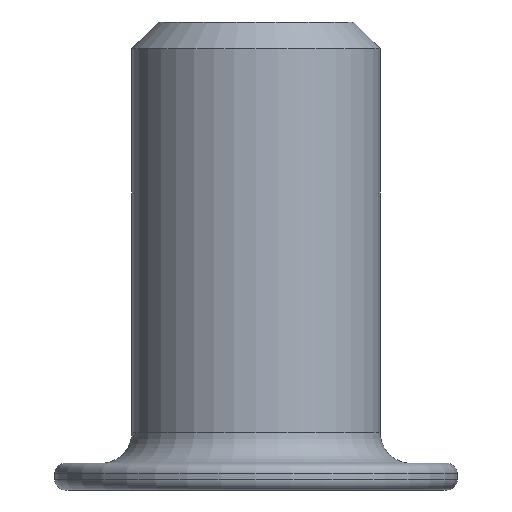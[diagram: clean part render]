
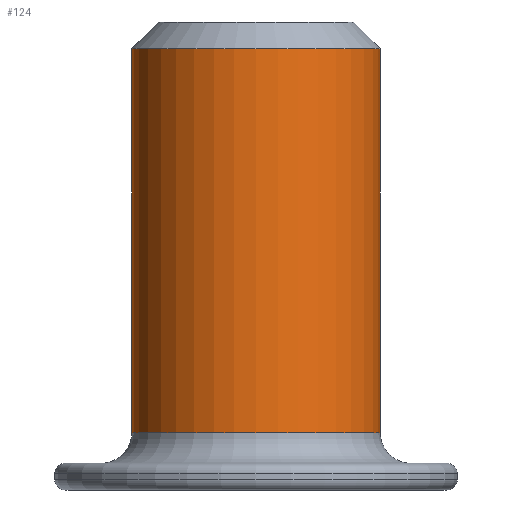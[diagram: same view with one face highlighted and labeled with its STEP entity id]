
A CAD part, front view. The second image highlights one B-rep face of the part: STEP entity #124.
In plain terms, the highlighted cylindrical face has radius 1.537 mm (diameter 3.073 mm), a full revolution.
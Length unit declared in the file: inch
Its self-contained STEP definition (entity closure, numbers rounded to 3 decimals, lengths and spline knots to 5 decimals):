
#18=CYLINDRICAL_SURFACE($,#139,0.0605);
#22=FACE_BOUND($,#44,.T.);
#33=FACE_OUTER_BOUND($,#43,.T.);
#43=EDGE_LOOP($,(#93));
#44=EDGE_LOOP($,(#94));
#62=CIRCLE($,#138,0.0605);
#63=CIRCLE($,#140,0.0605);
#72=VERTEX_POINT($,#202);
#73=VERTEX_POINT($,#205);
#82=EDGE_CURVE($,#72,#72,#62,.T.);
#83=EDGE_CURVE($,#73,#73,#63,.T.);
#93=ORIENTED_EDGE($,*,*,#82,.T.);
#94=ORIENTED_EDGE($,*,*,#83,.F.);
#124=ADVANCED_FACE($,(#33,#22),#18,.T.);
#138=AXIS2_PLACEMENT_3D($,#203,#162,#163);
#139=AXIS2_PLACEMENT_3D($,#204,#164,#165);
#140=AXIS2_PLACEMENT_3D($,#206,#166,#167);
#162=DIRECTION('center_axis',(0.,0.,-1.));
#163=DIRECTION('ref_axis',(1.,0.,0.));
#164=DIRECTION('center_axis',(0.,0.,-1.));
#165=DIRECTION('ref_axis',(-1.,0.,0.));
#166=DIRECTION('center_axis',(0.,0.,-1.));
#167=DIRECTION('ref_axis',(1.,0.,0.));
#202=CARTESIAN_POINT('',(-0.0605,0.,0.215));
#203=CARTESIAN_POINT('Origin',(0.,0.,0.215));
#204=CARTESIAN_POINT('Origin',(0.,0.,0.03982));
#205=CARTESIAN_POINT('',(-0.0605,0.,0.028));
#206=CARTESIAN_POINT('Origin',(0.,0.,0.028));
